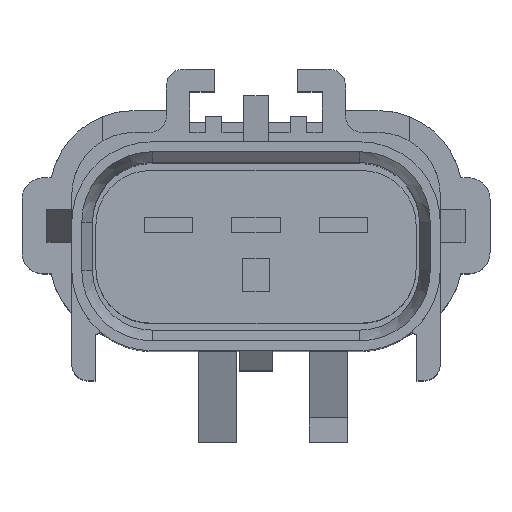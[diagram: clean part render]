
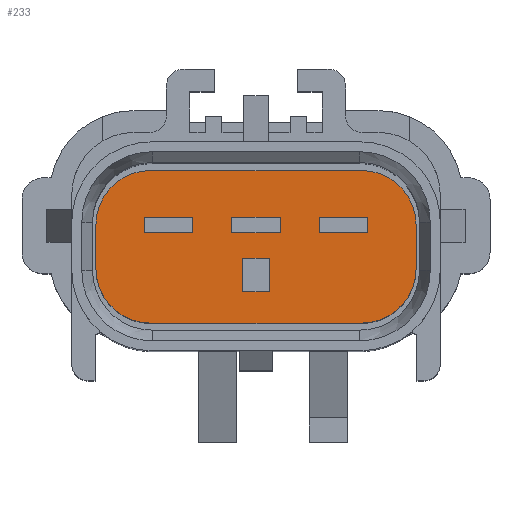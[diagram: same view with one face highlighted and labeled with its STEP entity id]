
A CAD part, top view. The second image highlights one B-rep face of the part: STEP entity #233.
In plain terms, the highlighted planar face has unit normal (0, 0, 1).
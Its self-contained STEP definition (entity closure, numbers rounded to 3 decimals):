
#54=FACE_BOUND('',#744,.T.);
#55=FACE_BOUND('',#745,.T.);
#56=FACE_BOUND('',#746,.T.);
#57=FACE_BOUND('',#747,.T.);
#58=FACE_BOUND('',#748,.T.);
#233=ADVANCED_FACE('',(#54,#55,#56,#57,#58),#393,.F.);
#393=PLANE('',#3704);
#744=EDGE_LOOP('',(#2276,#2277,#2278,#2279));
#745=EDGE_LOOP('',(#2280,#2281,#2282,#2283));
#746=EDGE_LOOP('',(#2284,#2285,#2286,#2287));
#747=EDGE_LOOP('',(#2288,#2289,#2290,#2291,#2292,#2293,#2294,#2295));
#748=EDGE_LOOP('',(#2296,#2297,#2298,#2299));
#1093=LINE('',#5526,#1485);
#1095=LINE('',#5530,#1487);
#1097=LINE('',#5534,#1489);
#1098=LINE('',#5536,#1490);
#1100=LINE('',#5540,#1492);
#1102=LINE('',#5544,#1494);
#1104=LINE('',#5548,#1496);
#1106=LINE('',#5552,#1498);
#1108=LINE('',#5556,#1500);
#1110=LINE('',#5560,#1502);
#1112=LINE('',#5564,#1504);
#1114=LINE('',#5568,#1506);
#1116=LINE('',#5572,#1508);
#1118=LINE('',#5576,#1510);
#1120=LINE('',#5580,#1512);
#1122=LINE('',#5584,#1514);
#1123=LINE('',#5586,#1515);
#1124=LINE('',#5591,#1516);
#1125=LINE('',#5595,#1517);
#1126=LINE('',#5599,#1518);
#1485=VECTOR('',#4439,1.);
#1487=VECTOR('',#4443,1.);
#1489=VECTOR('',#4447,1.);
#1490=VECTOR('',#4450,1.);
#1492=VECTOR('',#4454,1.);
#1494=VECTOR('',#4458,1.);
#1496=VECTOR('',#4462,1.);
#1498=VECTOR('',#4466,1.);
#1500=VECTOR('',#4470,1.);
#1502=VECTOR('',#4474,1.);
#1504=VECTOR('',#4478,1.);
#1506=VECTOR('',#4482,1.);
#1508=VECTOR('',#4486,1.);
#1510=VECTOR('',#4490,1.);
#1512=VECTOR('',#4494,1.);
#1514=VECTOR('',#4498,1.);
#1515=VECTOR('',#4501,1.);
#1516=VECTOR('',#4504,1.);
#1517=VECTOR('',#4507,1.);
#1518=VECTOR('',#4510,1.);
#2276=ORIENTED_EDGE('',*,*,#3299,.F.);
#2277=ORIENTED_EDGE('',*,*,#3297,.T.);
#2278=ORIENTED_EDGE('',*,*,#3295,.T.);
#2279=ORIENTED_EDGE('',*,*,#3293,.T.);
#2280=ORIENTED_EDGE('',*,*,#3291,.F.);
#2281=ORIENTED_EDGE('',*,*,#3289,.T.);
#2282=ORIENTED_EDGE('',*,*,#3287,.T.);
#2283=ORIENTED_EDGE('',*,*,#3285,.T.);
#2284=ORIENTED_EDGE('',*,*,#3283,.T.);
#2285=ORIENTED_EDGE('',*,*,#3281,.T.);
#2286=ORIENTED_EDGE('',*,*,#3279,.T.);
#2287=ORIENTED_EDGE('',*,*,#3277,.T.);
#2288=ORIENTED_EDGE('',*,*,#3300,.T.);
#2289=ORIENTED_EDGE('',*,*,#3301,.T.);
#2290=ORIENTED_EDGE('',*,*,#3302,.T.);
#2291=ORIENTED_EDGE('',*,*,#3303,.T.);
#2292=ORIENTED_EDGE('',*,*,#3304,.T.);
#2293=ORIENTED_EDGE('',*,*,#3305,.T.);
#2294=ORIENTED_EDGE('',*,*,#3306,.T.);
#2295=ORIENTED_EDGE('',*,*,#3307,.T.);
#2296=ORIENTED_EDGE('',*,*,#3275,.F.);
#2297=ORIENTED_EDGE('',*,*,#3274,.F.);
#2298=ORIENTED_EDGE('',*,*,#3272,.F.);
#2299=ORIENTED_EDGE('',*,*,#3270,.F.);
#2837=VERTEX_POINT('',#5523);
#2838=VERTEX_POINT('',#5525);
#2839=VERTEX_POINT('',#5529);
#2840=VERTEX_POINT('',#5533);
#2841=VERTEX_POINT('',#5539);
#2842=VERTEX_POINT('',#5541);
#2843=VERTEX_POINT('',#5545);
#2844=VERTEX_POINT('',#5549);
#2845=VERTEX_POINT('',#5555);
#2846=VERTEX_POINT('',#5557);
#2847=VERTEX_POINT('',#5561);
#2848=VERTEX_POINT('',#5565);
#2849=VERTEX_POINT('',#5571);
#2850=VERTEX_POINT('',#5573);
#2851=VERTEX_POINT('',#5577);
#2852=VERTEX_POINT('',#5581);
#2853=VERTEX_POINT('',#5587);
#2854=VERTEX_POINT('',#5588);
#2855=VERTEX_POINT('',#5590);
#2856=VERTEX_POINT('',#5592);
#2857=VERTEX_POINT('',#5594);
#2858=VERTEX_POINT('',#5596);
#2859=VERTEX_POINT('',#5598);
#2860=VERTEX_POINT('',#5600);
#3270=EDGE_CURVE('',#2838,#2837,#1093,.T.);
#3272=EDGE_CURVE('',#2837,#2839,#1095,.T.);
#3274=EDGE_CURVE('',#2839,#2840,#1097,.T.);
#3275=EDGE_CURVE('',#2840,#2838,#1098,.T.);
#3277=EDGE_CURVE('',#2842,#2841,#1100,.T.);
#3279=EDGE_CURVE('',#2843,#2842,#1102,.T.);
#3281=EDGE_CURVE('',#2844,#2843,#1104,.T.);
#3283=EDGE_CURVE('',#2841,#2844,#1106,.T.);
#3285=EDGE_CURVE('',#2846,#2845,#1108,.T.);
#3287=EDGE_CURVE('',#2847,#2846,#1110,.T.);
#3289=EDGE_CURVE('',#2848,#2847,#1112,.T.);
#3291=EDGE_CURVE('',#2848,#2845,#1114,.T.);
#3293=EDGE_CURVE('',#2850,#2849,#1116,.T.);
#3295=EDGE_CURVE('',#2851,#2850,#1118,.T.);
#3297=EDGE_CURVE('',#2852,#2851,#1120,.T.);
#3299=EDGE_CURVE('',#2852,#2849,#1122,.T.);
#3300=EDGE_CURVE('',#2853,#2854,#1123,.T.);
#3301=EDGE_CURVE('',#2854,#2855,#3471,.T.);
#3302=EDGE_CURVE('',#2855,#2856,#1124,.T.);
#3303=EDGE_CURVE('',#2856,#2857,#3472,.T.);
#3304=EDGE_CURVE('',#2857,#2858,#1125,.T.);
#3305=EDGE_CURVE('',#2858,#2859,#3473,.T.);
#3306=EDGE_CURVE('',#2859,#2860,#1126,.T.);
#3307=EDGE_CURVE('',#2860,#2853,#3474,.T.);
#3471=CIRCLE('',#3700,3.3);
#3472=CIRCLE('',#3701,3.3);
#3473=CIRCLE('',#3702,3.3);
#3474=CIRCLE('',#3703,3.3);
#3700=AXIS2_PLACEMENT_3D('',#5589,#4502,#4503);
#3701=AXIS2_PLACEMENT_3D('',#5593,#4505,#4506);
#3702=AXIS2_PLACEMENT_3D('',#5597,#4508,#4509);
#3703=AXIS2_PLACEMENT_3D('',#5601,#4511,#4512);
#3704=AXIS2_PLACEMENT_3D('',#5602,#4513,#4514);
#4439=DIRECTION('',(-1.,0.,0.));
#4443=DIRECTION('',(0.,-1.,0.));
#4447=DIRECTION('',(1.,0.,0.));
#4450=DIRECTION('',(0.,1.,0.));
#4454=DIRECTION('',(0.,-1.,0.));
#4458=DIRECTION('',(1.,0.,0.));
#4462=DIRECTION('',(0.,1.,0.));
#4466=DIRECTION('',(-1.,0.,0.));
#4470=DIRECTION('',(0.,-1.,0.));
#4474=DIRECTION('',(1.,0.,0.));
#4478=DIRECTION('',(0.,1.,0.));
#4482=DIRECTION('',(1.,0.,0.));
#4486=DIRECTION('',(0.,-1.,0.));
#4490=DIRECTION('',(1.,0.,0.));
#4494=DIRECTION('',(0.,1.,0.));
#4498=DIRECTION('',(1.,0.,0.));
#4501=DIRECTION('',(-1.,0.,0.));
#4502=DIRECTION('',(0.,0.,1.));
#4503=DIRECTION('',(-1.,0.,0.));
#4504=DIRECTION('',(0.,-1.,0.));
#4505=DIRECTION('',(0.,0.,1.));
#4506=DIRECTION('',(-1.,0.,0.));
#4507=DIRECTION('',(1.,0.,0.));
#4508=DIRECTION('',(0.,0.,1.));
#4509=DIRECTION('',(-1.,0.,0.));
#4510=DIRECTION('',(0.,1.,0.));
#4511=DIRECTION('',(0.,0.,1.));
#4512=DIRECTION('',(-1.,0.,0.));
#4513=DIRECTION('',(0.,0.,-1.));
#4514=DIRECTION('',(1.,0.,0.));
#5523=CARTESIAN_POINT('',(-0.8,-0.7,15.8));
#5525=CARTESIAN_POINT('',(0.8,-0.7,15.8));
#5526=CARTESIAN_POINT('',(0.3,-0.7,15.8));
#5529=CARTESIAN_POINT('',(-0.8,-2.7,15.8));
#5530=CARTESIAN_POINT('',(-0.8,-1.2,15.8));
#5533=CARTESIAN_POINT('',(0.8,-2.7,15.8));
#5534=CARTESIAN_POINT('',(-0.36,-2.7,15.8));
#5536=CARTESIAN_POINT('',(0.8,-2.1,15.8));
#5539=CARTESIAN_POINT('',(6.7,0.835,15.8));
#5540=CARTESIAN_POINT('',(6.7,1.31,15.8));
#5541=CARTESIAN_POINT('',(6.7,1.785,15.8));
#5544=CARTESIAN_POINT('',(5.25,1.785,15.8));
#5545=CARTESIAN_POINT('',(3.8,1.785,15.8));
#5548=CARTESIAN_POINT('',(3.8,1.31,15.8));
#5549=CARTESIAN_POINT('',(3.8,0.835,15.8));
#5552=CARTESIAN_POINT('',(5.25,0.835,15.8));
#5555=CARTESIAN_POINT('',(1.45,0.835,15.8));
#5556=CARTESIAN_POINT('',(1.45,1.31,15.8));
#5557=CARTESIAN_POINT('',(1.45,1.785,15.8));
#5560=CARTESIAN_POINT('',(0.,1.785,15.8));
#5561=CARTESIAN_POINT('',(-1.45,1.785,15.8));
#5564=CARTESIAN_POINT('',(-1.45,1.31,15.8));
#5565=CARTESIAN_POINT('',(-1.45,0.835,15.8));
#5568=CARTESIAN_POINT('',(0.,0.835,15.8));
#5571=CARTESIAN_POINT('',(-3.8,0.835,15.8));
#5572=CARTESIAN_POINT('',(-3.8,1.31,15.8));
#5573=CARTESIAN_POINT('',(-3.8,1.785,15.8));
#5576=CARTESIAN_POINT('',(-5.25,1.785,15.8));
#5577=CARTESIAN_POINT('',(-6.7,1.785,15.8));
#5580=CARTESIAN_POINT('',(-6.7,1.31,15.8));
#5581=CARTESIAN_POINT('',(-6.7,0.835,15.8));
#5584=CARTESIAN_POINT('',(-5.25,0.835,15.8));
#5586=CARTESIAN_POINT('',(-6.35,4.6,15.8));
#5587=CARTESIAN_POINT('',(6.35,4.6,15.8));
#5588=CARTESIAN_POINT('',(-6.35,4.6,15.8));
#5589=CARTESIAN_POINT('',(-6.35,1.3,15.8));
#5590=CARTESIAN_POINT('',(-9.65,1.3,15.8));
#5591=CARTESIAN_POINT('',(-9.65,-1.3,15.8));
#5592=CARTESIAN_POINT('',(-9.65,-1.3,15.8));
#5593=CARTESIAN_POINT('',(-6.35,-1.3,15.8));
#5594=CARTESIAN_POINT('',(-6.35,-4.6,15.8));
#5595=CARTESIAN_POINT('',(6.35,-4.6,15.8));
#5596=CARTESIAN_POINT('',(6.35,-4.6,15.8));
#5597=CARTESIAN_POINT('',(6.35,-1.3,15.8));
#5598=CARTESIAN_POINT('',(9.65,-1.3,15.8));
#5599=CARTESIAN_POINT('',(9.65,1.3,15.8));
#5600=CARTESIAN_POINT('',(9.65,1.3,15.8));
#5601=CARTESIAN_POINT('',(6.35,1.3,15.8));
#5602=CARTESIAN_POINT('',(0.,0.,15.8));
